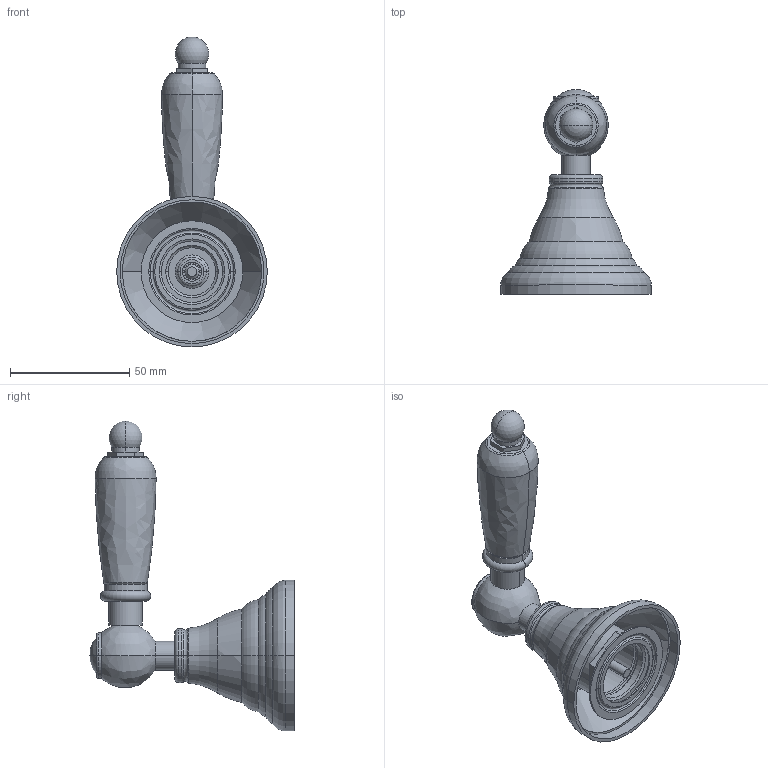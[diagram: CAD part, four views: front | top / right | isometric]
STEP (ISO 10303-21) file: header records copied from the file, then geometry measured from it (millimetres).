
FILE_DESCRIPTION((''),'2;1');
FILE_NAME('ZDEV108CR','2021-11-23T13:41:20',('ut3'),('PAFFONI SpA'),'CREO PARAMETRIC BY PTC INC, 2020044','CREO PARAMETRIC BY PTC INC, 2020044','');
FILE_SCHEMA(('CONFIG_CONTROL_DESIGN','SHAPE_APPEARANCE_LAYERS_GROUPS'));
Length unit declared in the file: millimetre
Products named in the file (1): ZDEV108CR
Bounding box: 63 x 85.6 x 129.7 mm (x, y, z)
Volume: 57510.8 mm3; surface area: 31589 mm2
Topology: 5 solids, 5 shells, 246 faces, 505 edges, 285 vertices
Faces by surface type: plane 83, cone 53, cylinder 48, torus 48, bspline 8, sphere 6
Entity records: 8753 total; most frequent: CARTESIAN_POINT 1791, DIRECTION 1158, ORIENTED_EDGE 998, AXIS2_PLACEMENT_3D 510, EDGE_CURVE 499, VERTEX_POINT 285, EDGE_LOOP 274, CIRCLE 272
